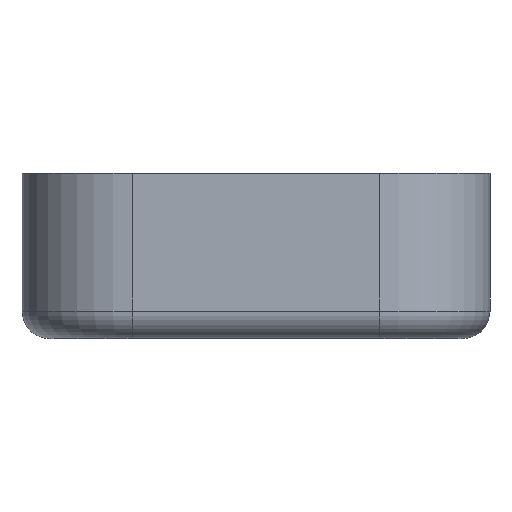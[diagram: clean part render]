
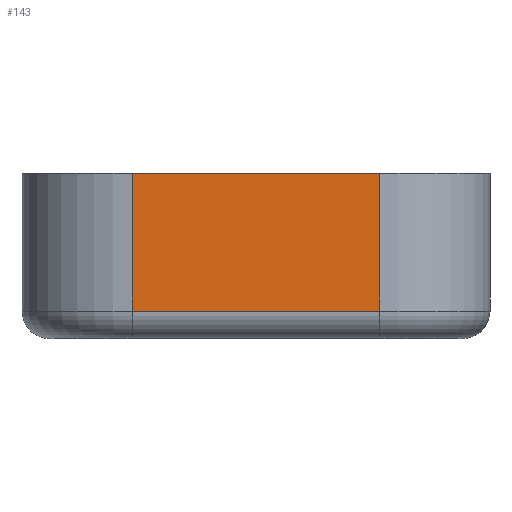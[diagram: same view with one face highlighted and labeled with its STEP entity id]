
A CAD part, left-side view. The second image highlights one B-rep face of the part: STEP entity #143.
In plain terms, the highlighted planar face has unit normal (-1, 0, 0).
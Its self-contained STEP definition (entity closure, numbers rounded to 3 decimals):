
#143 = ADVANCED_FACE( '', ( #284 ), #285, .T. );
#284 = FACE_OUTER_BOUND( '', #427, .T. );
#285 = PLANE( '', #428 );
#427 = EDGE_LOOP( '', ( #977, #978, #979, #980 ) );
#428 = AXIS2_PLACEMENT_3D( '', #981, #982, #983 );
#977 = ORIENTED_EDGE( '', *, *, #1171, .T. );
#978 = ORIENTED_EDGE( '', *, *, #1164, .T. );
#979 = ORIENTED_EDGE( '', *, *, #1172, .F. );
#980 = ORIENTED_EDGE( '', *, *, #1018, .T. );
#981 = CARTESIAN_POINT( '', ( -32., -9., 0. ) );
#982 = DIRECTION( '', ( -1., 0., 0. ) );
#983 = DIRECTION( '', ( 0., -1., 0. ) );
#1018 = EDGE_CURVE( '', #1215, #1213, #1216, .T. );
#1164 = EDGE_CURVE( '', #1447, #1442, #1448, .F. );
#1171 = EDGE_CURVE( '', #1213, #1447, #1455, .T. );
#1172 = EDGE_CURVE( '', #1215, #1442, #1456, .T. );
#1213 = VERTEX_POINT( '', #1507 );
#1215 = VERTEX_POINT( '', #1509 );
#1216 = LINE( '', #1510, #1511 );
#1442 = VERTEX_POINT( '', #1822 );
#1447 = VERTEX_POINT( '', #1827 );
#1448 = LINE( '', #1828, #1829 );
#1455 = LINE( '', #1840, #1841 );
#1456 = LINE( '', #1842, #1843 );
#1507 = CARTESIAN_POINT( '', ( -32., 9., 0. ) );
#1509 = CARTESIAN_POINT( '', ( -32., -9., 0. ) );
#1510 = CARTESIAN_POINT( '', ( -32., -9., 0. ) );
#1511 = VECTOR( '', #1886, 1000. );
#1822 = CARTESIAN_POINT( '', ( -32., -9., -10. ) );
#1827 = CARTESIAN_POINT( '', ( -32., 9., -10. ) );
#1828 = CARTESIAN_POINT( '', ( -32., -9., -10. ) );
#1829 = VECTOR( '', #2152, 1000. );
#1840 = CARTESIAN_POINT( '', ( -32., 9., 0. ) );
#1841 = VECTOR( '', #2163, 1000. );
#1842 = CARTESIAN_POINT( '', ( -32., -9., 0. ) );
#1843 = VECTOR( '', #2164, 1000. );
#1886 = DIRECTION( '', ( 0., 1., 0. ) );
#2152 = DIRECTION( '', ( 0., 1., 0. ) );
#2163 = DIRECTION( '', ( 0., 0., -1. ) );
#2164 = DIRECTION( '', ( 0., 0., -1. ) );
